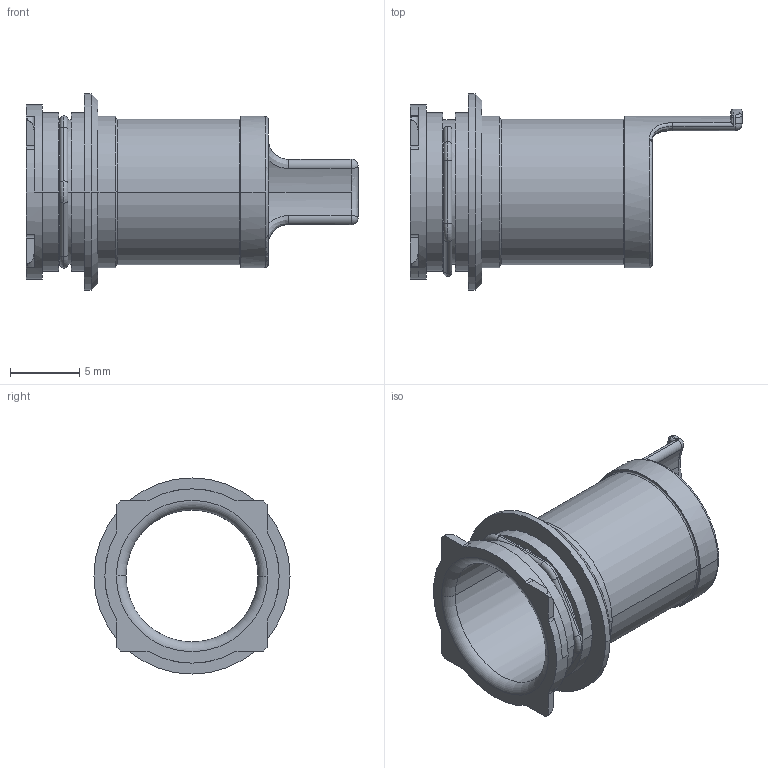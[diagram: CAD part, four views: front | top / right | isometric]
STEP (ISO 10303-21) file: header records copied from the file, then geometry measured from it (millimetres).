
FILE_DESCRIPTION((''),'2;1');
FILE_NAME('33505009018','2019-10-31T',('presta_be4'),(''),'CREO PARAMETRIC BY PTC INC, 2018360','CREO PARAMETRIC BY PTC INC, 2018360','');
FILE_SCHEMA(('CONFIG_CONTROL_DESIGN'));
Length unit declared in the file: millimetre
Products named in the file (1): 33505009018
Bounding box: 24 x 14.18 x 14.18 mm (x, y, z)
Volume: 463.5 mm3; surface area: 1486.4 mm2
Topology: 1 solids, 1 shells, 131 faces, 322 edges, 193 vertices
Faces by surface type: cylinder 53, plane 35, torus 26, bspline 11, sphere 4, cone 2
Entity records: 5014 total; most frequent: CARTESIAN_POINT 1900, DIRECTION 670, ORIENTED_EDGE 640, EDGE_CURVE 320, AXIS2_PLACEMENT_3D 286, VERTEX_POINT 193, CIRCLE 166, EDGE_LOOP 145
